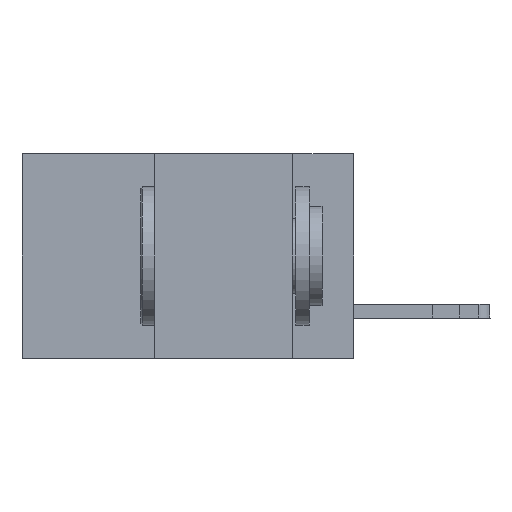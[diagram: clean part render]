
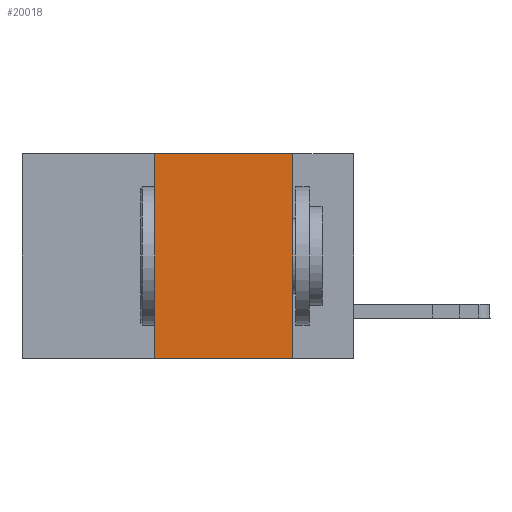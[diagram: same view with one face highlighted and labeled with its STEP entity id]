
A CAD part, left-side view. The second image highlights one B-rep face of the part: STEP entity #20018.
In plain terms, the highlighted planar face has unit normal (-1, 0, 0).
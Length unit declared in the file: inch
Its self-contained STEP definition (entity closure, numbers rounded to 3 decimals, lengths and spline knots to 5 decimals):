
#797 = CARTESIAN_POINT ( 'NONE',  ( 0., 0.36, 0. ) ) ;
#988 = VERTEX_POINT ( 'NONE', #1282 ) ;
#1282 = CARTESIAN_POINT ( 'NONE',  ( 0., 0.11, 0. ) ) ;
#2762 = EDGE_CURVE ( 'NONE', #25973, #4017, #5590, .T. ) ;
#3059 = PLANE ( 'NONE',  #14934 ) ;
#4017 = VERTEX_POINT ( 'NONE', #13744 ) ;
#4998 = DIRECTION ( 'NONE',  ( 0., 0., -1. ) ) ;
#5277 = LINE ( 'NONE', #22063, #5984 ) ;
#5590 = LINE ( 'NONE', #8300, #10843 ) ;
#5839 = CARTESIAN_POINT ( 'NONE',  ( 0., 0.36, 0. ) ) ;
#5984 = VECTOR ( 'NONE', #7811, 39.37008 ) ;
#6115 = CARTESIAN_POINT ( 'NONE',  ( 0., 0.11, 0. ) ) ;
#7296 = CARTESIAN_POINT ( 'NONE',  ( 0., 0.36, -0.37 ) ) ;
#7811 = DIRECTION ( 'NONE',  ( 0., -1., 0. ) ) ;
#8300 = CARTESIAN_POINT ( 'NONE',  ( 0., 0.6, -0.37 ) ) ;
#8481 = VECTOR ( 'NONE', #12913, 39.37008 ) ;
#9097 = FACE_OUTER_BOUND ( 'NONE', #9192, .T. ) ;
#9192 = EDGE_LOOP ( 'NONE', ( #27564, #17896, #23896, #16066 ) ) ;
#9687 = EDGE_CURVE ( 'NONE', #24019, #988, #5277, .T. ) ;
#9699 = DIRECTION ( 'NONE',  ( 1., 0., 0. ) ) ;
#10843 = VECTOR ( 'NONE', #12837, 39.37008 ) ;
#12094 = CARTESIAN_POINT ( 'NONE',  ( 0., 0.6, 0. ) ) ;
#12837 = DIRECTION ( 'NONE',  ( 0., -1., 0. ) ) ;
#12913 = DIRECTION ( 'NONE',  ( 0., 0., 1. ) ) ;
#13525 = LINE ( 'NONE', #6115, #15688 ) ;
#13744 = CARTESIAN_POINT ( 'NONE',  ( 0., 0.11, -0.37 ) ) ;
#14934 = AXIS2_PLACEMENT_3D ( 'NONE', #12094, #9699, #4998 ) ;
#15197 = DIRECTION ( 'NONE',  ( 0., 0., -1. ) ) ;
#15688 = VECTOR ( 'NONE', #15197, 39.37008 ) ;
#16066 = ORIENTED_EDGE ( 'NONE', *, *, #2762, .T. ) ;
#17896 = ORIENTED_EDGE ( 'NONE', *, *, #9687, .F. ) ;
#20018 = ADVANCED_FACE ( 'NONE', ( #9097 ), #3059, .F. ) ;
#22063 = CARTESIAN_POINT ( 'NONE',  ( 0., 0.6, 0. ) ) ;
#22665 = EDGE_CURVE ( 'NONE', #988, #4017, #13525, .T. ) ;
#23370 = LINE ( 'NONE', #5839, #8481 ) ;
#23896 = ORIENTED_EDGE ( 'NONE', *, *, #24935, .F. ) ;
#24019 = VERTEX_POINT ( 'NONE', #797 ) ;
#24935 = EDGE_CURVE ( 'NONE', #25973, #24019, #23370, .T. ) ;
#25973 = VERTEX_POINT ( 'NONE', #7296 ) ;
#27564 = ORIENTED_EDGE ( 'NONE', *, *, #22665, .F. ) ;
